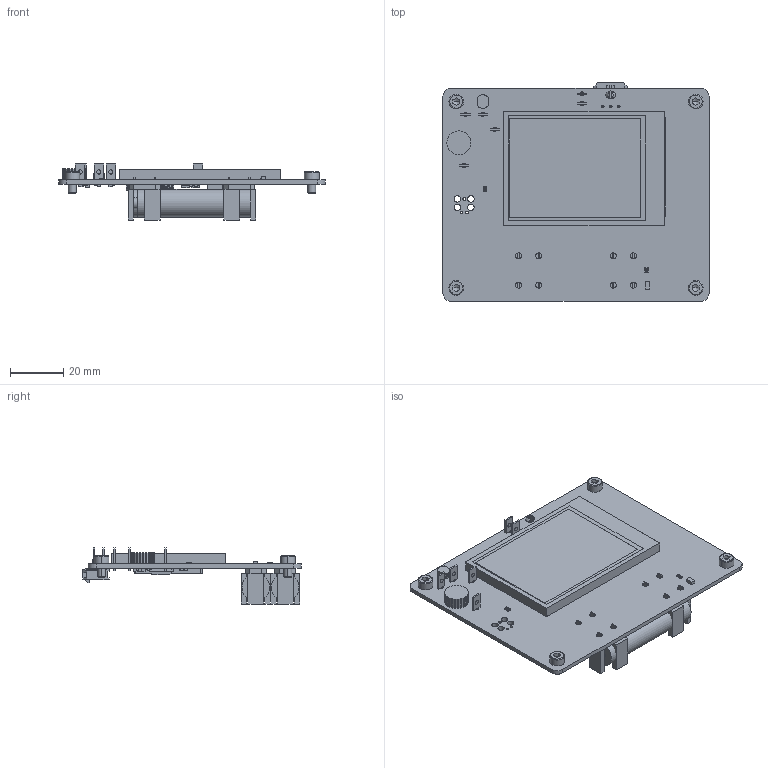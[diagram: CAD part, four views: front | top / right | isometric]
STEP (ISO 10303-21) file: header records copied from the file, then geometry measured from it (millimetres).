
FILE_DESCRIPTION(('Open CASCADE Model'),'2;1');
FILE_NAME('Open CASCADE Shape Model','2021-08-27T11:26:11',('Author'),( 'Open CASCADE'),'Open CASCADE STEP processor 6.8','Open CASCADE 6.8' ,'Unknown');
FILE_SCHEMA(('AUTOMOTIVE_DESIGN { 1 0 10303 214 1 1 1 1 }'));
Length unit declared in the file: millimetre
Products named in the file (95): PCB; Board; Open CASCADE STEP translator 6.8 1.1.1; TP8; 6894577408; Cylinder; 6894577008; Extruded; 6894576528; U1; User_Library-SO-28W; User_Library-SO-28W__X2_041A043E0440043F04430441_X0_; User_Library-SO-28W__X2_041C04350442043A0430_X0_; User_Library-SO-28W__X2_041D043E0436043A0430_X0_; TP7; TP6; 6894571888; TP5; TP4; TP3; T4; 6894575328; T3; 6894288256; T2; T1; SP1; 6894575808; 6894574608; R8; 6894575568; 6894569008; R7; User_Library-RESC2012X05N; R6; R5; R4; R3; R2; R1 ...
Assembly tree (160 placements, depth 4):
  PCB
    Board
      Open CASCADE STEP translator 6.8 1.1.1
    TP8
      6894577408
        Cylinder
      6894577008
        Extruded
      6894576528
        Extruded
    U1
      User_Library-SO-28W
        User_Library-SO-28W__X2_041A043E0440043F04430441_X0_
        User_Library-SO-28W__X2_041C04350442043A0430_X0_
        User_Library-SO-28W__X2_041D043E0436043A0430_X0_  x14
    TP7
      6894577408
        Cylinder
      6894577008
        Extruded
      6894576528
        Extruded
    TP6
      6894571888
        Cylinder
      6894577008
        Extruded
      6894576528
        Extruded
    TP5
      6894577408
        Cylinder
      6894577008
        Extruded
      6894576528
        Extruded
    TP4
      6894577408
        Cylinder
      6894577008
        Extruded
      6894576528
        Extruded
    TP3
      6894577408
        Cylinder
      6894577008
        Extruded
      6894576528
        Extruded
    T4
      6894575328
        Extruded
    T3
      6894288256
        Extruded
    T2
      6894288256
        Extruded
    T1
Bounding box: 100 x 82.08 x 21.07 mm (x, y, z)
Volume: 33679.9 mm3; surface area: 45540.6 mm2
Topology: 114 solids, 114 shells, 3016 faces, 7479 edges, 4704 vertices
Faces by surface type: plane 1551, bspline 926, cylinder 513, cone 18, torus 8
Full cylindrical faces by diameter (mm): 0.6 x4, 0.8 x4, 1 x3, 1.1 x6, 1.5 x6, 1.6 x6, 2.2 x8, 2.4 x4, 3 x1, 3.2 x4, 4 x2, 10.4 x2
Entity records: 29416 total; most frequent: CARTESIAN_POINT 5905, ORIENTED_EDGE 4116, DIRECTION 3718, EDGE_CURVE 2058, LINE 1584, VECTOR 1584, VERTEX_POINT 1322, AXIS2_PLACEMENT_3D 1067
